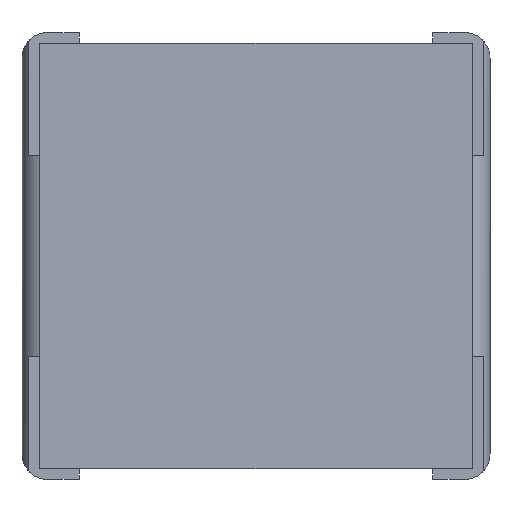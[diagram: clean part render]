
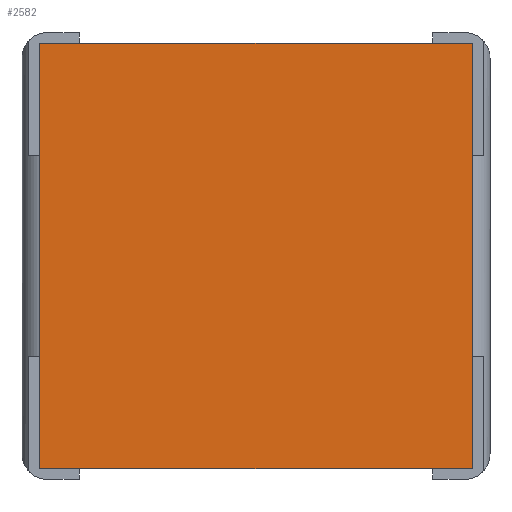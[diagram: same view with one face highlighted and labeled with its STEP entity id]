
A CAD part, front view. The second image highlights one B-rep face of the part: STEP entity #2582.
In plain terms, the highlighted planar face has unit normal (0, -1, 0).
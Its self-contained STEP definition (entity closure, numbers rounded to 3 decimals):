
#61 = LINE ( 'NONE', #741, #4111 ) ;
#154 = VERTEX_POINT ( 'NONE', #3498 ) ;
#181 = EDGE_CURVE ( 'NONE', #2513, #2517, #2857, .T. ) ;
#408 = DIRECTION ( 'NONE',  ( 1., 0., 0. ) ) ;
#480 = EDGE_LOOP ( 'NONE', ( #1714, #2232, #658, #1794 ) ) ;
#485 = FACE_OUTER_BOUND ( 'NONE', #480, .T. ) ;
#590 = VECTOR ( 'NONE', #1385, 1000. ) ;
#658 = ORIENTED_EDGE ( 'NONE', *, *, #181, .T. ) ;
#741 = CARTESIAN_POINT ( 'NONE',  ( 0., 0., 0. ) ) ;
#775 = CARTESIAN_POINT ( 'NONE',  ( 0., 0., -11.9 ) ) ;
#815 = VERTEX_POINT ( 'NONE', #3660 ) ;
#1385 = DIRECTION ( 'NONE',  ( 0., 0., 1. ) ) ;
#1590 = EDGE_CURVE ( 'NONE', #2513, #815, #2105, .T. ) ;
#1673 = VECTOR ( 'NONE', #2143, 1000. ) ;
#1714 = ORIENTED_EDGE ( 'NONE', *, *, #1746, .F. ) ;
#1746 = EDGE_CURVE ( 'NONE', #815, #154, #61, .T. ) ;
#1794 = ORIENTED_EDGE ( 'NONE', *, *, #2809, .T. ) ;
#1870 = CARTESIAN_POINT ( 'NONE',  ( 12.1, 0., -11.9 ) ) ;
#2056 = CARTESIAN_POINT ( 'NONE',  ( 0., 0., -11.9 ) ) ;
#2105 = LINE ( 'NONE', #2056, #3678 ) ;
#2143 = DIRECTION ( 'NONE',  ( 1., 0., 0. ) ) ;
#2199 = PLANE ( 'NONE',  #2648 ) ;
#2232 = ORIENTED_EDGE ( 'NONE', *, *, #1590, .F. ) ;
#2287 = DIRECTION ( 'NONE',  ( 0., 0., -1. ) ) ;
#2327 = CARTESIAN_POINT ( 'NONE',  ( 0., 0., -11.9 ) ) ;
#2377 = LINE ( 'NONE', #4143, #590 ) ;
#2513 = VERTEX_POINT ( 'NONE', #2910 ) ;
#2517 = VERTEX_POINT ( 'NONE', #1870 ) ;
#2582 = ADVANCED_FACE ( 'NONE', ( #485 ), #2199, .T. ) ;
#2648 = AXIS2_PLACEMENT_3D ( 'NONE', #2327, #3392, #2287 ) ;
#2809 = EDGE_CURVE ( 'NONE', #2517, #154, #2377, .T. ) ;
#2857 = LINE ( 'NONE', #775, #1673 ) ;
#2910 = CARTESIAN_POINT ( 'NONE',  ( 0., 0., -11.9 ) ) ;
#3111 = DIRECTION ( 'NONE',  ( 0., 0., 1. ) ) ;
#3392 = DIRECTION ( 'NONE',  ( 0., -1., 0. ) ) ;
#3498 = CARTESIAN_POINT ( 'NONE',  ( 12.1, 0., 0. ) ) ;
#3660 = CARTESIAN_POINT ( 'NONE',  ( 0., 0., 0. ) ) ;
#3678 = VECTOR ( 'NONE', #3111, 1000. ) ;
#4111 = VECTOR ( 'NONE', #408, 1000. ) ;
#4143 = CARTESIAN_POINT ( 'NONE',  ( 12.1, 0., -11.9 ) ) ;
